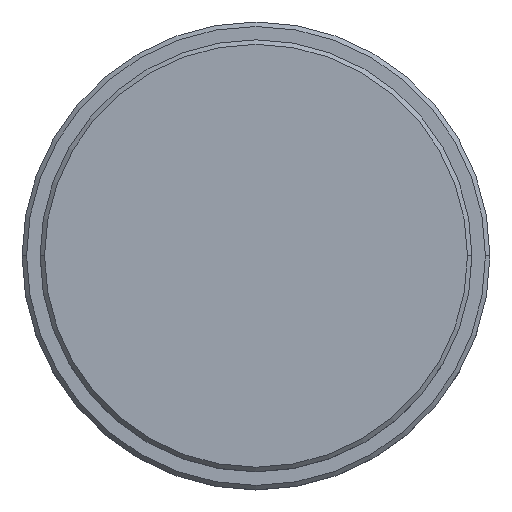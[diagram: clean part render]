
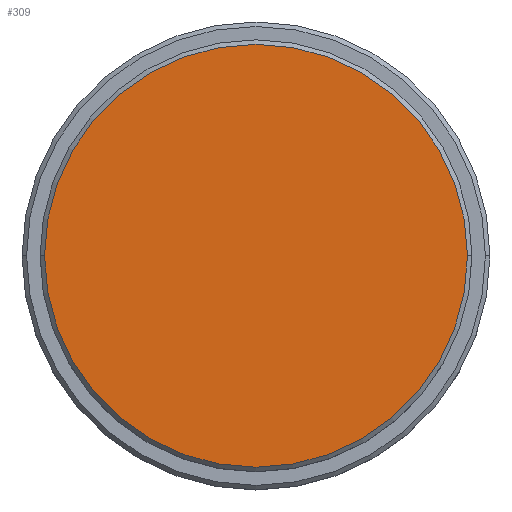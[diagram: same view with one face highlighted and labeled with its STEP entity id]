
A CAD part, top view. The second image highlights one B-rep face of the part: STEP entity #309.
In plain terms, the highlighted planar face has unit normal (0, 0, 1).
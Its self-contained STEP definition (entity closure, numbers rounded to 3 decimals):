
#19 = DIRECTION ( 'NONE',  ( 1., 0., 0. ) ) ;
#35 = AXIS2_PLACEMENT_3D ( 'NONE', #170, #257, #19 ) ;
#141 = EDGE_CURVE ( 'NONE', #1411, #245, #512, .T. ) ;
#170 = CARTESIAN_POINT ( 'NONE',  ( 0., 0., 0. ) ) ;
#177 = PLANE ( 'NONE',  #276 ) ;
#182 = EDGE_CURVE ( 'NONE', #245, #1411, #1109, .T. ) ;
#245 = VERTEX_POINT ( 'NONE', #756 ) ;
#257 = DIRECTION ( 'NONE',  ( 0., 0., 1. ) ) ;
#267 = CARTESIAN_POINT ( 'NONE',  ( 23.5, 0., 0. ) ) ;
#276 = AXIS2_PLACEMENT_3D ( 'NONE', #628, #307, #963 ) ;
#284 = CARTESIAN_POINT ( 'NONE',  ( 0., 0., 0. ) ) ;
#307 = DIRECTION ( 'NONE',  ( 0., 0., 1. ) ) ;
#309 = ADVANCED_FACE ( 'NONE', ( #1165 ), #177, .T. ) ;
#384 = DIRECTION ( 'NONE',  ( 0., 0., 1. ) ) ;
#512 = CIRCLE ( 'NONE', #768, 23.5 ) ;
#524 = ORIENTED_EDGE ( 'NONE', *, *, #141, .T. ) ;
#628 = CARTESIAN_POINT ( 'NONE',  ( 0., 0., 0. ) ) ;
#719 = DIRECTION ( 'NONE',  ( 1., 0., 0. ) ) ;
#756 = CARTESIAN_POINT ( 'NONE',  ( -23.5, 0., 0. ) ) ;
#768 = AXIS2_PLACEMENT_3D ( 'NONE', #284, #384, #719 ) ;
#844 = EDGE_LOOP ( 'NONE', ( #1241, #524 ) ) ;
#963 = DIRECTION ( 'NONE',  ( 1., 0., 0. ) ) ;
#1109 = CIRCLE ( 'NONE', #35, 23.5 ) ;
#1165 = FACE_OUTER_BOUND ( 'NONE', #844, .T. ) ;
#1241 = ORIENTED_EDGE ( 'NONE', *, *, #182, .T. ) ;
#1411 = VERTEX_POINT ( 'NONE', #267 ) ;
